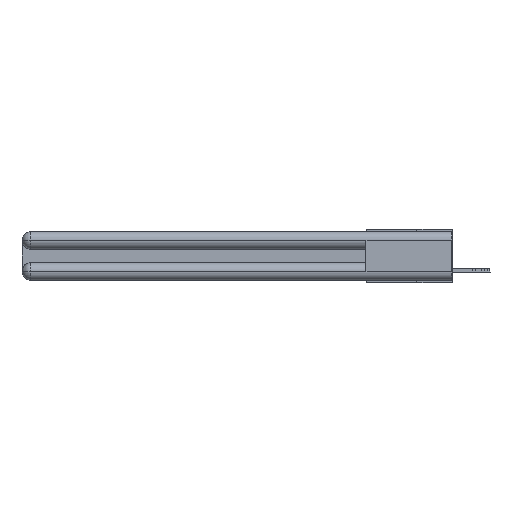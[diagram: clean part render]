
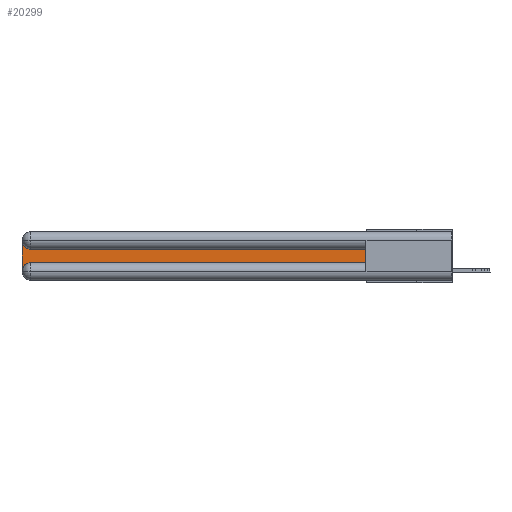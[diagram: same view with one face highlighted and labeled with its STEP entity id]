
A CAD part, left-side view. The second image highlights one B-rep face of the part: STEP entity #20299.
In plain terms, the highlighted planar face has unit normal (-1, 0, 0).
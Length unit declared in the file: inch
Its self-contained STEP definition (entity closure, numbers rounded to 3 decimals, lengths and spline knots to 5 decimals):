
#1629 = FACE_OUTER_BOUND ( 'NONE', #28517, .T. ) ;
#5677 = VERTEX_POINT ( 'NONE', #29048 ) ;
#5705 = CARTESIAN_POINT ( 'NONE',  ( 0.075, 2.94, -0.1225 ) ) ;
#5986 = DIRECTION ( 'NONE',  ( 0., 0., -1. ) ) ;
#6182 = DIRECTION ( 'NONE',  ( 1., 0., 0. ) ) ;
#6240 = VERTEX_POINT ( 'NONE', #31719 ) ;
#6739 = AXIS2_PLACEMENT_3D ( 'NONE', #13427, #15924, #18516 ) ;
#7680 = VERTEX_POINT ( 'NONE', #13110 ) ;
#7697 = ORIENTED_EDGE ( 'NONE', *, *, #12681, .T. ) ;
#7862 = VERTEX_POINT ( 'NONE', #18396 ) ;
#8362 = CARTESIAN_POINT ( 'NONE',  ( 0.075, 0.6, -0.2175 ) ) ;
#8807 = CARTESIAN_POINT ( 'NONE',  ( 0.075, 0.6, -0.2175 ) ) ;
#8917 = DIRECTION ( 'NONE',  ( 0., 0., 1. ) ) ;
#9818 = CIRCLE ( 'NONE', #6739, 0.06 ) ;
#10923 = AXIS2_PLACEMENT_3D ( 'NONE', #11099, #6182, #18433 ) ;
#11053 = ORIENTED_EDGE ( 'NONE', *, *, #13909, .T. ) ;
#11099 = CARTESIAN_POINT ( 'NONE',  ( 0.075, 3., -0.1225 ) ) ;
#11845 = ORIENTED_EDGE ( 'NONE', *, *, #22626, .T. ) ;
#12545 = LINE ( 'NONE', #8807, #14485 ) ;
#12681 = EDGE_CURVE ( 'NONE', #7680, #28122, #31685, .T. ) ;
#13110 = CARTESIAN_POINT ( 'NONE',  ( 0.075, 3., -0.0625 ) ) ;
#13166 = VERTEX_POINT ( 'NONE', #5705 ) ;
#13344 = EDGE_CURVE ( 'NONE', #6240, #5677, #13830, .T. ) ;
#13427 = CARTESIAN_POINT ( 'NONE',  ( 0.075, 2.94, -0.0625 ) ) ;
#13830 = LINE ( 'NONE', #8362, #30880 ) ;
#13909 = EDGE_CURVE ( 'NONE', #28122, #6240, #30843, .T. ) ;
#14485 = VECTOR ( 'NONE', #8917, 39.37008 ) ;
#15024 = ORIENTED_EDGE ( 'NONE', *, *, #13344, .T. ) ;
#15806 = VECTOR ( 'NONE', #19660, 39.37008 ) ;
#15924 = DIRECTION ( 'NONE',  ( 1., 0., 0. ) ) ;
#16659 = EDGE_CURVE ( 'NONE', #13166, #7680, #9818, .T. ) ;
#18396 = CARTESIAN_POINT ( 'NONE',  ( 0.075, 0.6, -0.1225 ) ) ;
#18433 = DIRECTION ( 'NONE',  ( 0., 0., -1. ) ) ;
#18516 = DIRECTION ( 'NONE',  ( 0., 0., -1. ) ) ;
#19124 = CARTESIAN_POINT ( 'NONE',  ( 0.075, 3., -0.2175 ) ) ;
#19660 = DIRECTION ( 'NONE',  ( 0., 0., -1. ) ) ;
#20299 = ADVANCED_FACE ( 'NONE', ( #1629 ), #26025, .F. ) ;
#20879 = DIRECTION ( 'NONE',  ( 0., -1., 0. ) ) ;
#22089 = ORIENTED_EDGE ( 'NONE', *, *, #26381, .T. ) ;
#22349 = LINE ( 'NONE', #24322, #29744 ) ;
#22626 = EDGE_CURVE ( 'NONE', #5677, #7862, #12545, .T. ) ;
#24322 = CARTESIAN_POINT ( 'NONE',  ( 0.075, 0.6, -0.1225 ) ) ;
#25298 = DIRECTION ( 'NONE',  ( 1., 0., 0. ) ) ;
#26025 = PLANE ( 'NONE',  #10923 ) ;
#26098 = ORIENTED_EDGE ( 'NONE', *, *, #16659, .T. ) ;
#26381 = EDGE_CURVE ( 'NONE', #7862, #13166, #22349, .T. ) ;
#28122 = VERTEX_POINT ( 'NONE', #31133 ) ;
#28517 = EDGE_LOOP ( 'NONE', ( #22089, #26098, #7697, #11053, #15024, #11845 ) ) ;
#29048 = CARTESIAN_POINT ( 'NONE',  ( 0.075, 0.6, -0.2175 ) ) ;
#29183 = DIRECTION ( 'NONE',  ( 0., 1., 0. ) ) ;
#29744 = VECTOR ( 'NONE', #29183, 39.37008 ) ;
#30477 = CARTESIAN_POINT ( 'NONE',  ( 0.075, 2.94, -0.2775 ) ) ;
#30843 = CIRCLE ( 'NONE', #31492, 0.06 ) ;
#30880 = VECTOR ( 'NONE', #20879, 39.37008 ) ;
#31133 = CARTESIAN_POINT ( 'NONE',  ( 0.075, 3., -0.2775 ) ) ;
#31492 = AXIS2_PLACEMENT_3D ( 'NONE', #30477, #25298, #5986 ) ;
#31685 = LINE ( 'NONE', #19124, #15806 ) ;
#31719 = CARTESIAN_POINT ( 'NONE',  ( 0.075, 2.94, -0.2175 ) ) ;
